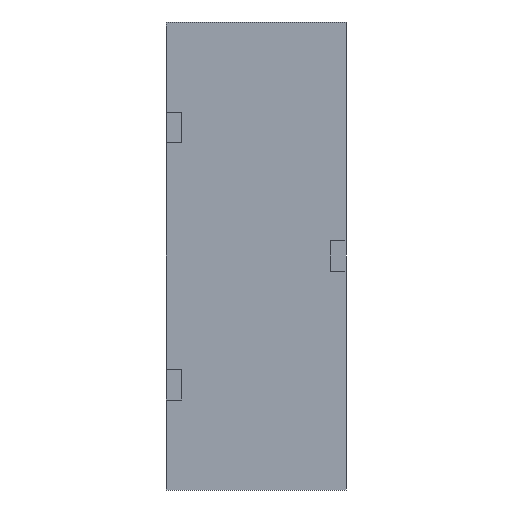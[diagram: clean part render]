
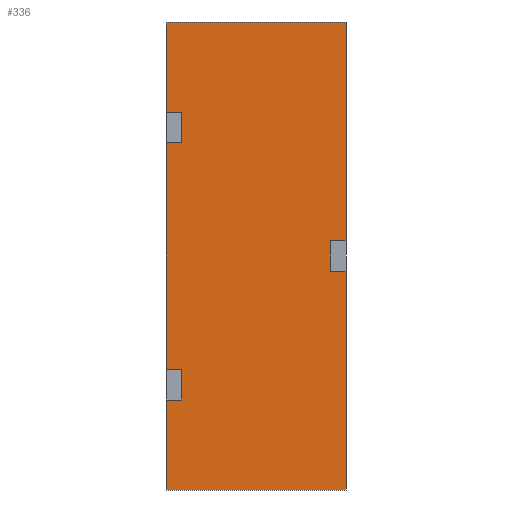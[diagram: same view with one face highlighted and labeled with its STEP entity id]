
A CAD part, front view. The second image highlights one B-rep face of the part: STEP entity #336.
In plain terms, the highlighted planar face has unit normal (0, -1, 0).
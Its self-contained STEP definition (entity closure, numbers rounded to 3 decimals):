
#1 = ORIENTED_EDGE ( 'NONE', *, *, #152, .F. ) ;
#4 = ORIENTED_EDGE ( 'NONE', *, *, #523, .F. ) ;
#9 = VECTOR ( 'NONE', #650, 1000. ) ;
#22 = VERTEX_POINT ( 'NONE', #168 ) ;
#26 = VECTOR ( 'NONE', #201, 1000. ) ;
#28 = CARTESIAN_POINT ( 'NONE',  ( -1.75, -1.6, -2.2 ) ) ;
#30 = DIRECTION ( 'NONE',  ( -1., 0., 0. ) ) ;
#33 = CARTESIAN_POINT ( 'NONE',  ( -1.45, -1.6, 2.2 ) ) ;
#64 = ORIENTED_EDGE ( 'NONE', *, *, #182, .T. ) ;
#66 = DIRECTION ( 'NONE',  ( 0., 0., -1. ) ) ;
#67 = VECTOR ( 'NONE', #369, 1000. ) ;
#71 = ORIENTED_EDGE ( 'NONE', *, *, #227, .F. ) ;
#74 = ORIENTED_EDGE ( 'NONE', *, *, #574, .F. ) ;
#82 = CARTESIAN_POINT ( 'NONE',  ( 1.45, -1.6, 0.3 ) ) ;
#83 = CARTESIAN_POINT ( 'NONE',  ( -1.75, -1.6, 2.2 ) ) ;
#85 = PLANE ( 'NONE',  #604 ) ;
#87 = CARTESIAN_POINT ( 'NONE',  ( -1.75, -1.6, -4.55 ) ) ;
#120 = EDGE_CURVE ( 'NONE', #367, #165, #137, .T. ) ;
#130 = VECTOR ( 'NONE', #181, 1000. ) ;
#133 = LINE ( 'NONE', #347, #212 ) ;
#134 = CARTESIAN_POINT ( 'NONE',  ( -1.45, -1.6, 2.8 ) ) ;
#136 = CARTESIAN_POINT ( 'NONE',  ( 1.75, -1.6, 4.55 ) ) ;
#137 = LINE ( 'NONE', #83, #452 ) ;
#145 = LINE ( 'NONE', #541, #620 ) ;
#149 = CARTESIAN_POINT ( 'NONE',  ( -1.45, -1.6, -2.8 ) ) ;
#152 = EDGE_CURVE ( 'NONE', #166, #22, #639, .T. ) ;
#154 = LINE ( 'NONE', #316, #186 ) ;
#157 = VECTOR ( 'NONE', #603, 1000. ) ;
#159 = CARTESIAN_POINT ( 'NONE',  ( 1.75, -1.6, -0.3 ) ) ;
#165 = VERTEX_POINT ( 'NONE', #526 ) ;
#166 = VERTEX_POINT ( 'NONE', #134 ) ;
#167 = CARTESIAN_POINT ( 'NONE',  ( 1.75, -1.6, 4.55 ) ) ;
#168 = CARTESIAN_POINT ( 'NONE',  ( -1.75, -1.6, 2.8 ) ) ;
#178 = DIRECTION ( 'NONE',  ( 0., 0., 1. ) ) ;
#180 = ORIENTED_EDGE ( 'NONE', *, *, #535, .F. ) ;
#181 = DIRECTION ( 'NONE',  ( 1., 0., 0. ) ) ;
#182 = EDGE_CURVE ( 'NONE', #367, #290, #145, .T. ) ;
#186 = VECTOR ( 'NONE', #246, 1000. ) ;
#191 = LINE ( 'NONE', #288, #666 ) ;
#195 = LINE ( 'NONE', #420, #9 ) ;
#196 = DIRECTION ( 'NONE',  ( 1., 0., 0. ) ) ;
#201 = DIRECTION ( 'NONE',  ( 0., 0., 1. ) ) ;
#202 = VERTEX_POINT ( 'NONE', #534 ) ;
#212 = VECTOR ( 'NONE', #473, 1000. ) ;
#224 = ORIENTED_EDGE ( 'NONE', *, *, #269, .F. ) ;
#227 = EDGE_CURVE ( 'NONE', #721, #202, #708, .T. ) ;
#234 = CARTESIAN_POINT ( 'NONE',  ( 1.75, -1.6, -4.55 ) ) ;
#238 = ORIENTED_EDGE ( 'NONE', *, *, #120, .F. ) ;
#239 = DIRECTION ( 'NONE',  ( 0., 0., -1. ) ) ;
#246 = DIRECTION ( 'NONE',  ( -1., 0., 0. ) ) ;
#254 = CARTESIAN_POINT ( 'NONE',  ( -1.75, -1.6, 2.8 ) ) ;
#260 = ORIENTED_EDGE ( 'NONE', *, *, #587, .F. ) ;
#269 = EDGE_CURVE ( 'NONE', #616, #721, #581, .T. ) ;
#273 = ORIENTED_EDGE ( 'NONE', *, *, #308, .T. ) ;
#288 = CARTESIAN_POINT ( 'NONE',  ( -1.75, -1.6, 4.55 ) ) ;
#289 = VECTOR ( 'NONE', #597, 1000. ) ;
#290 = VERTEX_POINT ( 'NONE', #28 ) ;
#294 = EDGE_CURVE ( 'NONE', #548, #325, #644, .T. ) ;
#302 = LINE ( 'NONE', #159, #641 ) ;
#308 = EDGE_CURVE ( 'NONE', #616, #564, #191, .T. ) ;
#316 = CARTESIAN_POINT ( 'NONE',  ( 1.75, -1.6, 4.55 ) ) ;
#323 = EDGE_CURVE ( 'NONE', #332, #22, #133, .T. ) ;
#325 = VERTEX_POINT ( 'NONE', #234 ) ;
#332 = VERTEX_POINT ( 'NONE', #588 ) ;
#336 = ADVANCED_FACE ( 'NONE', ( #691 ), #85, .F. ) ;
#343 = EDGE_LOOP ( 'NONE', ( #238, #64, #510, #71, #224, #273, #622, #385, #74, #4, #180, #611, #395, #677, #1, #260 ) ) ;
#344 = CARTESIAN_POINT ( 'NONE',  ( -1.75, -1.6, -2.8 ) ) ;
#345 = VERTEX_POINT ( 'NONE', #402 ) ;
#347 = CARTESIAN_POINT ( 'NONE',  ( -1.75, -1.6, 4.55 ) ) ;
#356 = VECTOR ( 'NONE', #543, 1000. ) ;
#359 = CARTESIAN_POINT ( 'NONE',  ( 1.75, -1.6, -0.3 ) ) ;
#360 = DIRECTION ( 'NONE',  ( 0., 0., -1. ) ) ;
#367 = VERTEX_POINT ( 'NONE', #429 ) ;
#368 = CARTESIAN_POINT ( 'NONE',  ( 1.75, -1.6, 0.3 ) ) ;
#369 = DIRECTION ( 'NONE',  ( 0., 0., -1. ) ) ;
#375 = LINE ( 'NONE', #536, #356 ) ;
#385 = ORIENTED_EDGE ( 'NONE', *, *, #294, .F. ) ;
#391 = VERTEX_POINT ( 'NONE', #368 ) ;
#395 = ORIENTED_EDGE ( 'NONE', *, *, #515, .T. ) ;
#402 = CARTESIAN_POINT ( 'NONE',  ( 1.45, -1.6, -0.3 ) ) ;
#420 = CARTESIAN_POINT ( 'NONE',  ( -1.75, -1.6, -2.2 ) ) ;
#422 = VECTOR ( 'NONE', #30, 1000. ) ;
#429 = CARTESIAN_POINT ( 'NONE',  ( -1.75, -1.6, 2.2 ) ) ;
#434 = EDGE_CURVE ( 'NONE', #325, #564, #375, .T. ) ;
#452 = VECTOR ( 'NONE', #692, 1000. ) ;
#456 = EDGE_CURVE ( 'NONE', #202, #290, #195, .T. ) ;
#459 = CARTESIAN_POINT ( 'NONE',  ( 1.75, -1.6, 4.55 ) ) ;
#463 = VECTOR ( 'NONE', #66, 1000. ) ;
#473 = DIRECTION ( 'NONE',  ( 0., 0., -1. ) ) ;
#479 = CARTESIAN_POINT ( 'NONE',  ( 1.75, -1.6, 0.3 ) ) ;
#484 = LINE ( 'NONE', #479, #157 ) ;
#510 = ORIENTED_EDGE ( 'NONE', *, *, #456, .F. ) ;
#511 = LINE ( 'NONE', #569, #463 ) ;
#515 = EDGE_CURVE ( 'NONE', #599, #332, #154, .T. ) ;
#523 = EDGE_CURVE ( 'NONE', #580, #345, #550, .T. ) ;
#526 = CARTESIAN_POINT ( 'NONE',  ( -1.45, -1.6, 2.2 ) ) ;
#532 = VECTOR ( 'NONE', #579, 1000. ) ;
#533 = CARTESIAN_POINT ( 'NONE',  ( 1.45, -1.6, 0.3 ) ) ;
#534 = CARTESIAN_POINT ( 'NONE',  ( -1.45, -1.6, -2.2 ) ) ;
#535 = EDGE_CURVE ( 'NONE', #391, #580, #484, .T. ) ;
#536 = CARTESIAN_POINT ( 'NONE',  ( 1.75, -1.6, -4.55 ) ) ;
#537 = LINE ( 'NONE', #33, #289 ) ;
#541 = CARTESIAN_POINT ( 'NONE',  ( -1.75, -1.6, 4.55 ) ) ;
#543 = DIRECTION ( 'NONE',  ( -1., 0., 0. ) ) ;
#548 = VERTEX_POINT ( 'NONE', #359 ) ;
#550 = LINE ( 'NONE', #533, #67 ) ;
#564 = VERTEX_POINT ( 'NONE', #87 ) ;
#569 = CARTESIAN_POINT ( 'NONE',  ( 1.75, -1.6, 4.55 ) ) ;
#574 = EDGE_CURVE ( 'NONE', #345, #548, #302, .T. ) ;
#579 = DIRECTION ( 'NONE',  ( 0., 0., -1. ) ) ;
#580 = VERTEX_POINT ( 'NONE', #82 ) ;
#581 = LINE ( 'NONE', #344, #130 ) ;
#587 = EDGE_CURVE ( 'NONE', #165, #166, #537, .T. ) ;
#588 = CARTESIAN_POINT ( 'NONE',  ( -1.75, -1.6, 4.55 ) ) ;
#597 = DIRECTION ( 'NONE',  ( 0., 0., 1. ) ) ;
#599 = VERTEX_POINT ( 'NONE', #167 ) ;
#600 = EDGE_CURVE ( 'NONE', #599, #391, #511, .T. ) ;
#603 = DIRECTION ( 'NONE',  ( -1., 0., 0. ) ) ;
#604 = AXIS2_PLACEMENT_3D ( 'NONE', #459, #632, #178 ) ;
#611 = ORIENTED_EDGE ( 'NONE', *, *, #600, .F. ) ;
#613 = CARTESIAN_POINT ( 'NONE',  ( -1.75, -1.6, -2.8 ) ) ;
#616 = VERTEX_POINT ( 'NONE', #613 ) ;
#620 = VECTOR ( 'NONE', #360, 1000. ) ;
#622 = ORIENTED_EDGE ( 'NONE', *, *, #434, .F. ) ;
#632 = DIRECTION ( 'NONE',  ( 0., 1., 0. ) ) ;
#639 = LINE ( 'NONE', #254, #422 ) ;
#641 = VECTOR ( 'NONE', #196, 1000. ) ;
#644 = LINE ( 'NONE', #136, #532 ) ;
#650 = DIRECTION ( 'NONE',  ( -1., 0., 0. ) ) ;
#666 = VECTOR ( 'NONE', #239, 1000. ) ;
#677 = ORIENTED_EDGE ( 'NONE', *, *, #323, .T. ) ;
#683 = CARTESIAN_POINT ( 'NONE',  ( -1.45, -1.6, -2.8 ) ) ;
#691 = FACE_OUTER_BOUND ( 'NONE', #343, .T. ) ;
#692 = DIRECTION ( 'NONE',  ( 1., 0., 0. ) ) ;
#708 = LINE ( 'NONE', #149, #26 ) ;
#721 = VERTEX_POINT ( 'NONE', #683 ) ;
